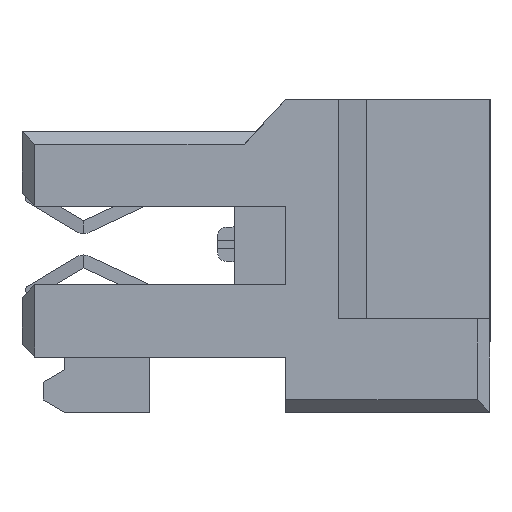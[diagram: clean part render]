
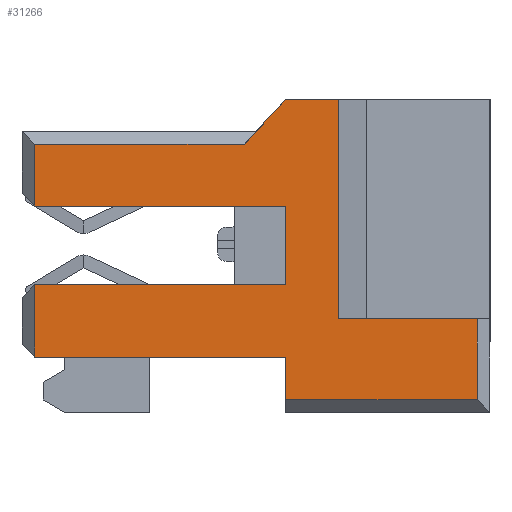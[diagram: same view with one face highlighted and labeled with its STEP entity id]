
A CAD part, left-side view. The second image highlights one B-rep face of the part: STEP entity #31266.
In plain terms, the highlighted face is planar.
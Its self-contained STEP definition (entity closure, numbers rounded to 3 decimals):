
#1912=ORIENTED_EDGE('',*,*,#8526,.T.);
#1913=ORIENTED_EDGE('',*,*,#8311,.T.);
#1914=ORIENTED_EDGE('',*,*,#8751,.T.);
#1915=ORIENTED_EDGE('',*,*,#8752,.T.);
#1916=ORIENTED_EDGE('',*,*,#8488,.T.);
#1917=ORIENTED_EDGE('',*,*,#8483,.T.);
#1918=ORIENTED_EDGE('',*,*,#8753,.T.);
#1919=ORIENTED_EDGE('',*,*,#8754,.T.);
#1920=ORIENTED_EDGE('',*,*,#8755,.T.);
#1921=ORIENTED_EDGE('',*,*,#8756,.T.);
#1922=ORIENTED_EDGE('',*,*,#8307,.T.);
#1923=ORIENTED_EDGE('',*,*,#8304,.T.);
#1924=ORIENTED_EDGE('',*,*,#8524,.T.);
#1925=ORIENTED_EDGE('',*,*,#8757,.T.);
#8304=EDGE_CURVE('',#11785,#11787,#14093,.T.);
#8307=EDGE_CURVE('',#11788,#11785,#14096,.T.);
#8311=EDGE_CURVE('',#11791,#11793,#14100,.T.);
#8483=EDGE_CURVE('',#11920,#11918,#14242,.T.);
#8488=EDGE_CURVE('',#11922,#11920,#14247,.T.);
#8524=EDGE_CURVE('',#11787,#11951,#14280,.T.);
#8526=EDGE_CURVE('',#11953,#11791,#14282,.T.);
#8751=EDGE_CURVE('',#11793,#12150,#14507,.T.);
#8752=EDGE_CURVE('',#12150,#11922,#14508,.T.);
#8753=EDGE_CURVE('',#11918,#12151,#14509,.T.);
#8754=EDGE_CURVE('',#12151,#12152,#14510,.T.);
#8755=EDGE_CURVE('',#12152,#12153,#14511,.T.);
#8756=EDGE_CURVE('',#12153,#11788,#14512,.T.);
#8757=EDGE_CURVE('',#11951,#11953,#14513,.T.);
#11785=VERTEX_POINT('',#41350);
#11787=VERTEX_POINT('',#41354);
#11788=VERTEX_POINT('',#41358);
#11791=VERTEX_POINT('',#41365);
#11793=VERTEX_POINT('',#41369);
#11918=VERTEX_POINT('',#41724);
#11920=VERTEX_POINT('',#41727);
#11922=VERTEX_POINT('',#41733);
#11951=VERTEX_POINT('',#41807);
#11953=VERTEX_POINT('',#41813);
#12150=VERTEX_POINT('',#42240);
#12151=VERTEX_POINT('',#42243);
#12152=VERTEX_POINT('',#42245);
#12153=VERTEX_POINT('',#42247);
#14093=LINE('',#41355,#16862);
#14096=LINE('',#41361,#16865);
#14100=LINE('',#41370,#16869);
#14242=LINE('',#41726,#17011);
#14247=LINE('',#41736,#17016);
#14280=LINE('',#41808,#17049);
#14282=LINE('',#41812,#17051);
#14507=LINE('',#42239,#17276);
#14508=LINE('',#42241,#17277);
#14509=LINE('',#42242,#17278);
#14510=LINE('',#42244,#17279);
#14511=LINE('',#42246,#17280);
#14512=LINE('',#42248,#17281);
#14513=LINE('',#42249,#17282);
#16862=VECTOR('',#34584,1000.);
#16865=VECTOR('',#34589,1000.);
#16869=VECTOR('',#34595,1000.);
#17011=VECTOR('',#34913,1000.);
#17016=VECTOR('',#34920,1000.);
#17049=VECTOR('',#34975,1000.);
#17051=VECTOR('',#34979,1000.);
#17276=VECTOR('',#35214,1000.);
#17277=VECTOR('',#35215,1000.);
#17278=VECTOR('',#35216,1000.);
#17279=VECTOR('',#35217,1000.);
#17280=VECTOR('',#35218,1000.);
#17281=VECTOR('',#35219,1000.);
#17282=VECTOR('',#35220,1000.);
#19534=EDGE_LOOP('',(#1912,#1913,#1914,#1915,#1916,#1917,#1918,#1919,#1920,
#1921,#1922,#1923,#1924,#1925));
#20849=FACE_BOUND('',#19534,.T.);
#22128=PLANE('',#32507);
#31266=ADVANCED_FACE('',(#20849),#22128,.F.);
#32507=AXIS2_PLACEMENT_3D('',#42238,#35212,#35213);
#34584=DIRECTION('',(0.,0.,-1.));
#34589=DIRECTION('',(0.,-1.,0.));
#34595=DIRECTION('',(0.,0.,-1.));
#34913=DIRECTION('',(0.,0.,1.));
#34920=DIRECTION('',(0.,1.,0.));
#34975=DIRECTION('',(0.,1.,0.));
#34979=DIRECTION('',(0.,-1.,0.));
#35212=DIRECTION('',(-1.,0.,0.));
#35213=DIRECTION('',(0.,0.,1.));
#35214=DIRECTION('',(0.,1.,0.));
#35215=DIRECTION('',(0.,0.,-1.));
#35216=DIRECTION('',(0.,-1.,0.));
#35217=DIRECTION('',(0.,0.,1.));
#35218=DIRECTION('',(0.,-1.,0.));
#35219=DIRECTION('',(0.,-0.682,-0.731));
#35220=DIRECTION('',(0.,0.,-1.));
#41350=CARTESIAN_POINT('',(12.5,0.3,2.625));
#41354=CARTESIAN_POINT('',(12.5,0.3,1.175));
#41355=CARTESIAN_POINT('',(12.5,0.3,3.675));
#41358=CARTESIAN_POINT('',(12.5,5.22,2.625));
#41361=CARTESIAN_POINT('',(12.5,11.,2.625));
#41365=CARTESIAN_POINT('',(12.5,0.3,-0.675));
#41369=CARTESIAN_POINT('',(12.5,0.3,-2.375));
#41370=CARTESIAN_POINT('',(12.5,0.3,3.675));
#41724=CARTESIAN_POINT('',(12.5,10.7,-1.475));
#41726=CARTESIAN_POINT('',(12.5,10.7,-1.475));
#41727=CARTESIAN_POINT('',(12.5,10.7,-3.375));
#41733=CARTESIAN_POINT('',(12.5,6.2,-3.375));
#41736=CARTESIAN_POINT('',(12.5,11.,-3.375));
#41807=CARTESIAN_POINT('',(12.5,6.2,1.175));
#41808=CARTESIAN_POINT('',(12.5,0.,1.175));
#41812=CARTESIAN_POINT('',(12.5,6.2,-0.675));
#41813=CARTESIAN_POINT('',(12.5,6.2,-0.675));
#42238=CARTESIAN_POINT('',(12.5,11.,3.675));
#42239=CARTESIAN_POINT('',(12.5,0.,-2.375));
#42240=CARTESIAN_POINT('',(12.5,6.2,-2.375));
#42241=CARTESIAN_POINT('',(12.5,6.2,-2.375));
#42242=CARTESIAN_POINT('',(12.5,11.,-1.475));
#42243=CARTESIAN_POINT('',(12.5,7.45,-1.475));
#42244=CARTESIAN_POINT('',(12.5,7.45,-1.475));
#42245=CARTESIAN_POINT('',(12.5,7.45,3.675));
#42246=CARTESIAN_POINT('',(12.5,11.,3.675));
#42247=CARTESIAN_POINT('',(12.5,6.2,3.675));
#42248=CARTESIAN_POINT('',(12.5,6.2,3.675));
#42249=CARTESIAN_POINT('',(12.5,6.2,1.175));
